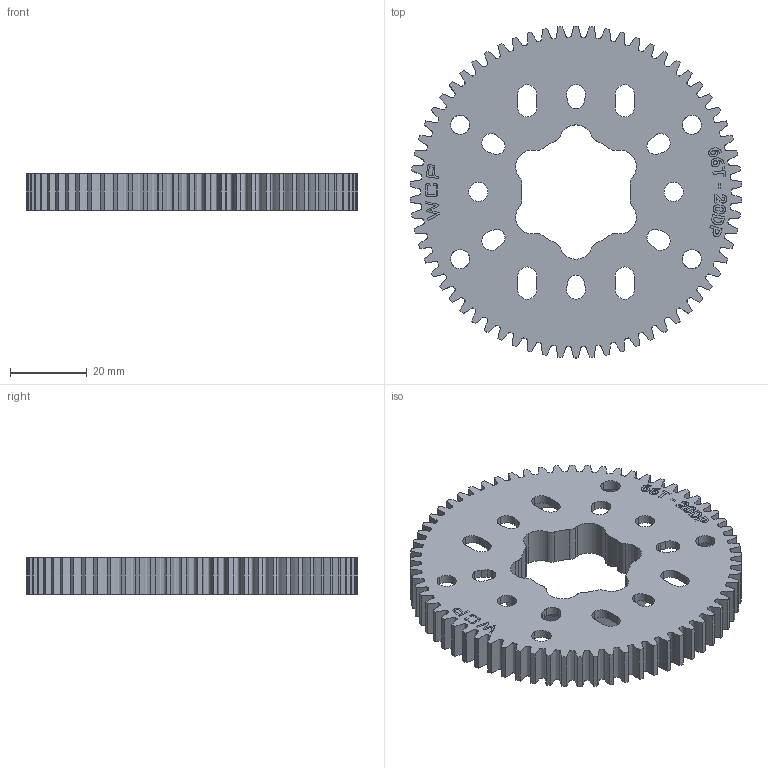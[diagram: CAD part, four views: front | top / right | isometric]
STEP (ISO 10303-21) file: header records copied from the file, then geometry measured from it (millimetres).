
FILE_DESCRIPTION (( 'STEP AP214' ), '1' );
FILE_NAME ('WCP-1098 Rev1.step', '2024-01-18T01:27:31', ( '' ), ( '' ), 'SwSTEP 2.0', 'SolidWorks 2022', '' );
FILE_SCHEMA (( 'AUTOMOTIVE_DESIGN' ));
Length unit declared in the file: inch
Products named in the file (1): WCP-1098 Rev1
Bounding box: 86.31 x 86.36 x 9.53 mm (x, y, z)
Volume: 20891.4 mm3; surface area: 17674.2 mm2
Topology: 1 solids, 1 shells, 392 faces, 1124 edges, 748 vertices
Faces by surface type: cylinder 145, plane 127, bspline 116, torus 4
Entity records: 37246 total; most frequent: CARTESIAN_POINT 27389, ORIENTED_EDGE 2248, DIRECTION 1744, EDGE_CURVE 1124, VERTEX_POINT 748, AXIS2_PLACEMENT_3D 583, LINE 578, VECTOR 578
